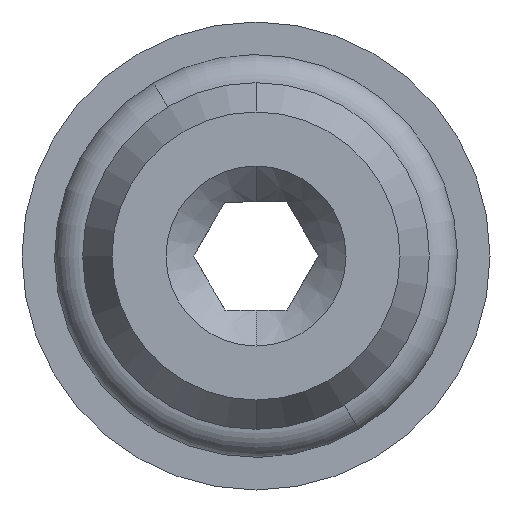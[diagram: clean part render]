
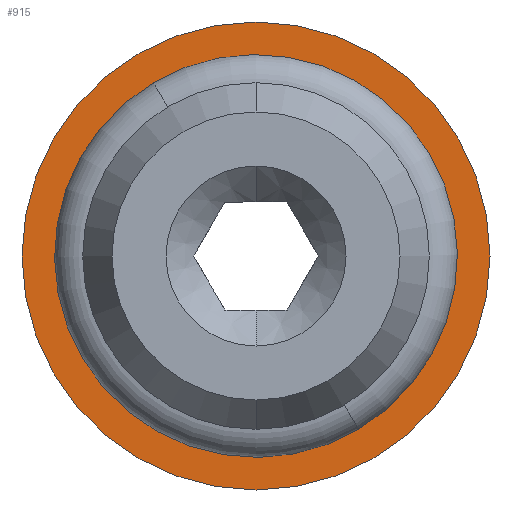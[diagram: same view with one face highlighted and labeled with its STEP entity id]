
A CAD part, front view. The second image highlights one B-rep face of the part: STEP entity #915.
In plain terms, the highlighted planar face has unit normal (0, -1, 0).
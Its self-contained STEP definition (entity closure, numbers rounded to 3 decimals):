
#57 = EDGE_CURVE ( 'NONE', #3432, #1624, #1755, .T. ) ;
#133 = EDGE_LOOP ( 'NONE', ( #2306, #1322 ) ) ;
#166 = CIRCLE ( 'NONE', #626, 6.5 ) ;
#448 = PLANE ( 'NONE',  #681 ) ;
#519 = VERTEX_POINT ( 'NONE', #2080 ) ;
#577 = DIRECTION ( 'NONE',  ( 0., 0., 1. ) ) ;
#626 = AXIS2_PLACEMENT_3D ( 'NONE', #2298, #1433, #892 ) ;
#681 = AXIS2_PLACEMENT_3D ( 'NONE', #788, #2462, #2415 ) ;
#788 = CARTESIAN_POINT ( 'NONE',  ( 6.314, 5.4, 0. ) ) ;
#892 = DIRECTION ( 'NONE',  ( 0., 0., -1. ) ) ;
#915 = ADVANCED_FACE ( 'NONE', ( #1352, #2484 ), #448, .F. ) ;
#1075 = CARTESIAN_POINT ( 'NONE',  ( 0., 5.4, 0. ) ) ;
#1115 = DIRECTION ( 'NONE',  ( 0., -1., 0. ) ) ;
#1169 = EDGE_LOOP ( 'NONE', ( #1967, #1821 ) ) ;
#1322 = ORIENTED_EDGE ( 'NONE', *, *, #2515, .T. ) ;
#1352 = FACE_OUTER_BOUND ( 'NONE', #133, .T. ) ;
#1413 = CIRCLE ( 'NONE', #2353, 5.595 ) ;
#1433 = DIRECTION ( 'NONE',  ( 0., -1., 0. ) ) ;
#1624 = VERTEX_POINT ( 'NONE', #3393 ) ;
#1722 = DIRECTION ( 'NONE',  ( 0., -1., 0. ) ) ;
#1755 = CIRCLE ( 'NONE', #2466, 5.595 ) ;
#1802 = VERTEX_POINT ( 'NONE', #2571 ) ;
#1821 = ORIENTED_EDGE ( 'NONE', *, *, #3445, .F. ) ;
#1967 = ORIENTED_EDGE ( 'NONE', *, *, #57, .F. ) ;
#2080 = CARTESIAN_POINT ( 'NONE',  ( 0., 5.4, 6.5 ) ) ;
#2212 = DIRECTION ( 'NONE',  ( 0., -1., 0. ) ) ;
#2235 = DIRECTION ( 'NONE',  ( 0., 0., -1. ) ) ;
#2240 = DIRECTION ( 'NONE',  ( 0., 0., 1. ) ) ;
#2253 = CARTESIAN_POINT ( 'NONE',  ( 0., 5.4, 0. ) ) ;
#2298 = CARTESIAN_POINT ( 'NONE',  ( 0., 5.4, 0. ) ) ;
#2306 = ORIENTED_EDGE ( 'NONE', *, *, #2901, .T. ) ;
#2353 = AXIS2_PLACEMENT_3D ( 'NONE', #3400, #1722, #577 ) ;
#2415 = DIRECTION ( 'NONE',  ( 0., 0., 1. ) ) ;
#2462 = DIRECTION ( 'NONE',  ( 0., 1., 0. ) ) ;
#2466 = AXIS2_PLACEMENT_3D ( 'NONE', #2253, #1115, #2240 ) ;
#2484 = FACE_BOUND ( 'NONE', #1169, .T. ) ;
#2515 = EDGE_CURVE ( 'NONE', #519, #1802, #166, .T. ) ;
#2537 = CIRCLE ( 'NONE', #2887, 6.5 ) ;
#2571 = CARTESIAN_POINT ( 'NONE',  ( 0., 5.4, -6.5 ) ) ;
#2887 = AXIS2_PLACEMENT_3D ( 'NONE', #1075, #2212, #2235 ) ;
#2901 = EDGE_CURVE ( 'NONE', #1802, #519, #2537, .T. ) ;
#3393 = CARTESIAN_POINT ( 'NONE',  ( -2.852, 5.4, 4.814 ) ) ;
#3400 = CARTESIAN_POINT ( 'NONE',  ( 0., 5.4, 0. ) ) ;
#3432 = VERTEX_POINT ( 'NONE', #3437 ) ;
#3437 = CARTESIAN_POINT ( 'NONE',  ( 2.852, 5.4, -4.814 ) ) ;
#3445 = EDGE_CURVE ( 'NONE', #1624, #3432, #1413, .T. ) ;
